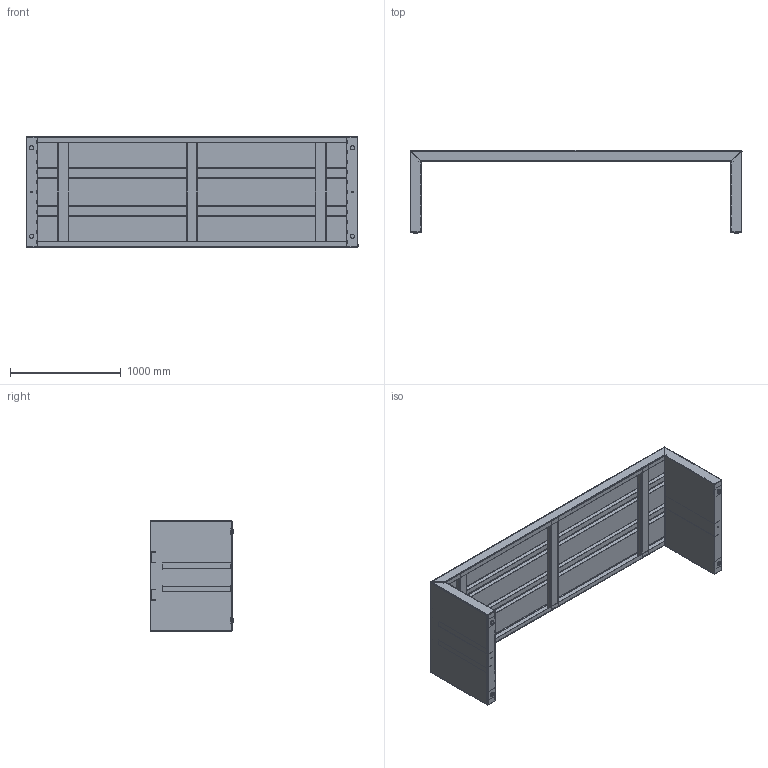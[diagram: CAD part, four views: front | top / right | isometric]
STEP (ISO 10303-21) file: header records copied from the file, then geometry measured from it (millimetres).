
FILE_DESCRIPTION (( 'STEP AP203' ), '1' );
FILE_NAME ('Table Base TBB300.STEP', '2020-01-14T12:12:28', ( '' ), ( '' ), 'SwSTEP 2.0', 'SolidWorks 2019', '' );
FILE_SCHEMA (( 'CONFIG_CONTROL_DESIGN' ));
Length unit declared in the file: millimetre
Products named in the file (9): Table Base TBB300  Reinforcement 2; Table Base TBB300  Reinforcement 3; Stelvoet 925 DUPO Ø38 M10x24  9 hoog; Table Base TBB300  base strip 2; Table Base TBB300; Table Base TBB300  side; Table Base TBB300  Reinforcement; Table Base TBB300  innerside; Table Base TBB300  plate
Assembly tree (20 placements, depth 2):
  Table Base TBB300
    Table Base TBB300  plate
    Table Base TBB300  side  x2
    Table Base TBB300  innerside  x2
    Table Base TBB300  Reinforcement  x2
    Table Base TBB300  Reinforcement 2  x3
    Table Base TBB300  Reinforcement 3  x2
    Table Base TBB300  base strip 2  x4
    Stelvoet 925 DUPO Ø38 M10x24  9 hoog  x4
Bounding box: 3000 x 750 x 1000 mm (x, y, z)
Volume: 36706845.3 mm3; surface area: 18458444.6 mm2
Topology: 20 solids, 20 shells, 972 faces, 2516 edges, 1592 vertices
Faces by surface type: plane 696, cylinder 236, bspline 24, cone 16
Entity records: 14926 total; most frequent: CARTESIAN_POINT 2999, ORIENTED_EDGE 2262, DIRECTION 2121, EDGE_CURVE 1131, LINE 969, VECTOR 969, VERTEX_POINT 710, AXIS2_PLACEMENT_3D 576
